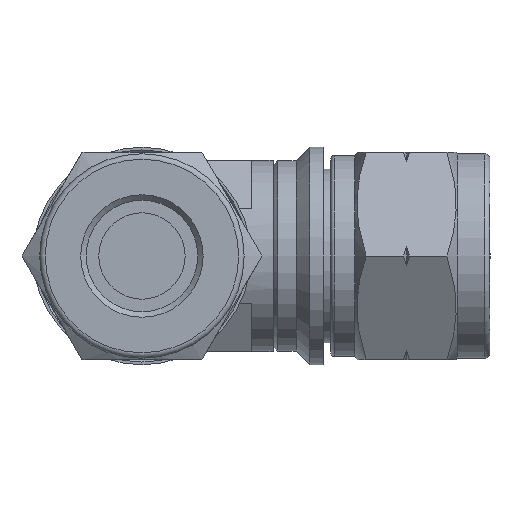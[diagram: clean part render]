
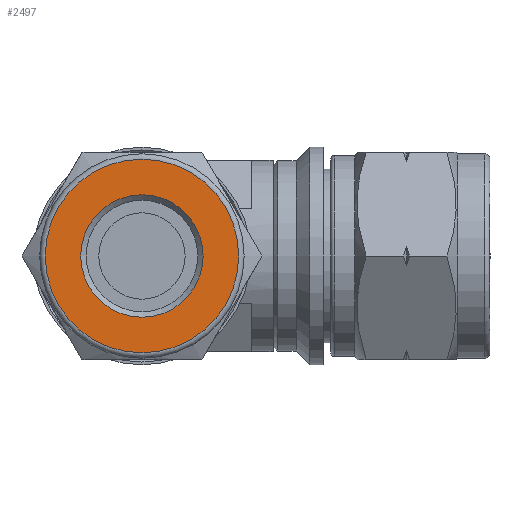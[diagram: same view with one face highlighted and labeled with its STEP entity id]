
A CAD part, left-side view. The second image highlights one B-rep face of the part: STEP entity #2497.
In plain terms, the highlighted planar face has unit normal (-1, 0, 0).
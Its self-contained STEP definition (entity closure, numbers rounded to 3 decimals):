
#64=FACE_BOUND('',#536,.T.);
#156=CIRCLE('',#2763,5.6);
#157=CIRCLE('',#2765,8.85);
#363=FACE_OUTER_BOUND('',#535,.T.);
#535=EDGE_LOOP('',(#2104));
#536=EDGE_LOOP('',(#2105));
#1151=VERTEX_POINT('',#4326);
#1152=VERTEX_POINT('',#4330);
#1481=EDGE_CURVE('',#1151,#1151,#156,.T.);
#1482=EDGE_CURVE('',#1152,#1152,#157,.T.);
#2104=ORIENTED_EDGE('',*,*,#1482,.F.);
#2105=ORIENTED_EDGE('',*,*,#1481,.T.);
#2350=PLANE('',#2764);
#2497=ADVANCED_FACE('',(#363,#64),#2350,.T.);
#2763=AXIS2_PLACEMENT_3D('',#4328,#3324,#3325);
#2764=AXIS2_PLACEMENT_3D('',#4329,#3326,#3327);
#2765=AXIS2_PLACEMENT_3D('',#4331,#3328,#3329);
#3324=DIRECTION('center_axis',(1.,0.,0.));
#3325=DIRECTION('ref_axis',(0.,0.,-1.));
#3326=DIRECTION('center_axis',(-1.,0.,0.));
#3327=DIRECTION('ref_axis',(0.,0.,1.));
#3328=DIRECTION('center_axis',(1.,0.,0.));
#3329=DIRECTION('ref_axis',(0.,0.,-1.));
#4326=CARTESIAN_POINT('',(-31.831,-5.6,0.));
#4328=CARTESIAN_POINT('Origin',(-31.831,0.,0.));
#4329=CARTESIAN_POINT('Origin',(-31.831,8.85,0.));
#4330=CARTESIAN_POINT('',(-31.831,0.,8.85));
#4331=CARTESIAN_POINT('Origin',(-31.831,0.,
0.));
